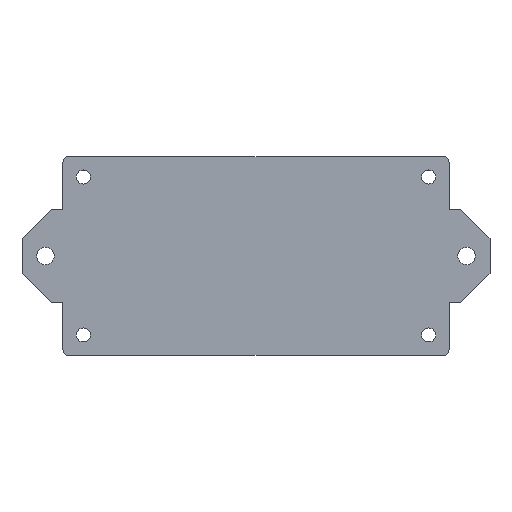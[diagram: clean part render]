
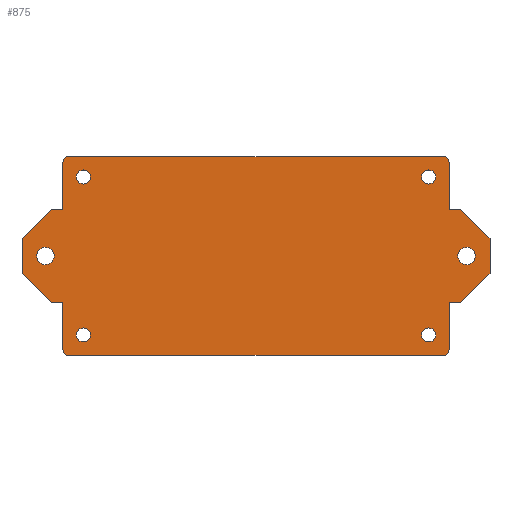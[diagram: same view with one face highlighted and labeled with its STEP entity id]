
A CAD part, top view. The second image highlights one B-rep face of the part: STEP entity #875.
In plain terms, the highlighted planar face has unit normal (0, 0, 1).
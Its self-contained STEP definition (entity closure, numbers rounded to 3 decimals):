
#251 = VERTEX_POINT('',#252);
#252 = CARTESIAN_POINT('',(-33.,16.,2.));
#258 = EDGE_CURVE('',#251,#259,#261,.T.);
#259 = VERTEX_POINT('',#260);
#260 = CARTESIAN_POINT('',(-33.,8.,2.));
#261 = LINE('',#262,#263);
#262 = CARTESIAN_POINT('',(-33.,17.,2.));
#263 = VECTOR('',#264,1.);
#264 = DIRECTION('',(0.,-1.,0.));
#282 = VERTEX_POINT('',#283);
#283 = CARTESIAN_POINT('',(-32.,17.,2.));
#289 = EDGE_CURVE('',#251,#282,#290,.T.);
#290 = CIRCLE('',#291,1.);
#291 = AXIS2_PLACEMENT_3D('',#292,#293,#294);
#292 = CARTESIAN_POINT('',(-32.,16.,2.));
#293 = DIRECTION('',(-0.,-0.,-1.));
#294 = DIRECTION('',(0.,-1.,0.));
#307 = EDGE_CURVE('',#259,#308,#310,.T.);
#308 = VERTEX_POINT('',#309);
#309 = CARTESIAN_POINT('',(-35.,8.,2.));
#310 = LINE('',#311,#312);
#311 = CARTESIAN_POINT('',(-33.,8.,2.));
#312 = VECTOR('',#313,1.);
#313 = DIRECTION('',(-1.,0.,0.));
#331 = EDGE_CURVE('',#282,#332,#334,.T.);
#332 = VERTEX_POINT('',#333);
#333 = CARTESIAN_POINT('',(32.,17.,2.));
#334 = LINE('',#335,#336);
#335 = CARTESIAN_POINT('',(-33.,17.,2.));
#336 = VECTOR('',#337,1.);
#337 = DIRECTION('',(1.,0.,0.));
#355 = EDGE_CURVE('',#308,#356,#358,.T.);
#356 = VERTEX_POINT('',#357);
#357 = CARTESIAN_POINT('',(-40.,3.,2.));
#358 = LINE('',#359,#360);
#359 = CARTESIAN_POINT('',(-29.5,13.5,2.));
#360 = VECTOR('',#361,1.);
#361 = DIRECTION('',(-0.707,-0.707,0.));
#379 = VERTEX_POINT('',#380);
#380 = CARTESIAN_POINT('',(33.,16.,2.));
#386 = EDGE_CURVE('',#332,#379,#387,.T.);
#387 = CIRCLE('',#388,1.);
#388 = AXIS2_PLACEMENT_3D('',#389,#390,#391);
#389 = CARTESIAN_POINT('',(32.,16.,2.));
#390 = DIRECTION('',(-0.,-0.,-1.));
#391 = DIRECTION('',(0.,-1.,0.));
#404 = EDGE_CURVE('',#356,#405,#407,.T.);
#405 = VERTEX_POINT('',#406);
#406 = CARTESIAN_POINT('',(-40.,-3.,2.));
#407 = LINE('',#408,#409);
#408 = CARTESIAN_POINT('',(-40.,8.,2.));
#409 = VECTOR('',#410,1.);
#410 = DIRECTION('',(0.,-1.,0.));
#428 = EDGE_CURVE('',#379,#429,#431,.T.);
#429 = VERTEX_POINT('',#430);
#430 = CARTESIAN_POINT('',(33.,8.,2.));
#431 = LINE('',#432,#433);
#432 = CARTESIAN_POINT('',(33.,17.,2.));
#433 = VECTOR('',#434,1.);
#434 = DIRECTION('',(0.,-1.,0.));
#452 = EDGE_CURVE('',#405,#453,#455,.T.);
#453 = VERTEX_POINT('',#454);
#454 = CARTESIAN_POINT('',(-35.,-8.,2.));
#455 = LINE('',#456,#457);
#456 = CARTESIAN_POINT('',(-29.5,-13.5,2.));
#457 = VECTOR('',#458,1.);
#458 = DIRECTION('',(0.707,-0.707,0.));
#476 = EDGE_CURVE('',#429,#477,#479,.T.);
#477 = VERTEX_POINT('',#478);
#478 = CARTESIAN_POINT('',(35.,8.,2.));
#479 = LINE('',#480,#481);
#480 = CARTESIAN_POINT('',(33.,8.,2.));
#481 = VECTOR('',#482,1.);
#482 = DIRECTION('',(1.,0.,0.));
#500 = EDGE_CURVE('',#453,#501,#503,.T.);
#501 = VERTEX_POINT('',#502);
#502 = CARTESIAN_POINT('',(-33.,-8.,2.));
#503 = LINE('',#504,#505);
#504 = CARTESIAN_POINT('',(-40.,-8.,2.));
#505 = VECTOR('',#506,1.);
#506 = DIRECTION('',(1.,0.,0.));
#524 = EDGE_CURVE('',#477,#525,#527,.T.);
#525 = VERTEX_POINT('',#526);
#526 = CARTESIAN_POINT('',(40.,3.,2.));
#527 = LINE('',#528,#529);
#528 = CARTESIAN_POINT('',(29.5,13.5,2.));
#529 = VECTOR('',#530,1.);
#530 = DIRECTION('',(0.707,-0.707,0.));
#548 = EDGE_CURVE('',#501,#549,#551,.T.);
#549 = VERTEX_POINT('',#550);
#550 = CARTESIAN_POINT('',(-33.,-16.,2.));
#551 = LINE('',#552,#553);
#552 = CARTESIAN_POINT('',(-33.,-8.,2.));
#553 = VECTOR('',#554,1.);
#554 = DIRECTION('',(0.,-1.,0.));
#572 = EDGE_CURVE('',#525,#573,#575,.T.);
#573 = VERTEX_POINT('',#574);
#574 = CARTESIAN_POINT('',(40.,-3.,2.));
#575 = LINE('',#576,#577);
#576 = CARTESIAN_POINT('',(40.,8.,2.));
#577 = VECTOR('',#578,1.);
#578 = DIRECTION('',(0.,-1.,0.));
#596 = VERTEX_POINT('',#597);
#597 = CARTESIAN_POINT('',(-32.,-17.,2.));
#603 = EDGE_CURVE('',#549,#596,#604,.T.);
#604 = CIRCLE('',#605,1.);
#605 = AXIS2_PLACEMENT_3D('',#606,#607,#608);
#606 = CARTESIAN_POINT('',(-32.,-16.,2.));
#607 = DIRECTION('',(-0.,0.,1.));
#608 = DIRECTION('',(0.,-1.,0.));
#621 = EDGE_CURVE('',#573,#622,#624,.T.);
#622 = VERTEX_POINT('',#623);
#623 = CARTESIAN_POINT('',(35.,-8.,2.));
#624 = LINE('',#625,#626);
#625 = CARTESIAN_POINT('',(29.5,-13.5,2.));
#626 = VECTOR('',#627,1.);
#627 = DIRECTION('',(-0.707,-0.707,0.));
#645 = VERTEX_POINT('',#646);
#646 = CARTESIAN_POINT('',(32.,-17.,2.));
#652 = EDGE_CURVE('',#645,#596,#653,.T.);
#653 = LINE('',#654,#655);
#654 = CARTESIAN_POINT('',(33.,-17.,2.));
#655 = VECTOR('',#656,1.);
#656 = DIRECTION('',(-1.,0.,0.));
#669 = EDGE_CURVE('',#622,#670,#672,.T.);
#670 = VERTEX_POINT('',#671);
#671 = CARTESIAN_POINT('',(33.,-8.,2.));
#672 = LINE('',#673,#674);
#673 = CARTESIAN_POINT('',(40.,-8.,2.));
#674 = VECTOR('',#675,1.);
#675 = DIRECTION('',(-1.,0.,0.));
#693 = VERTEX_POINT('',#694);
#694 = CARTESIAN_POINT('',(33.,-16.,2.));
#700 = EDGE_CURVE('',#645,#693,#701,.T.);
#701 = CIRCLE('',#702,1.);
#702 = AXIS2_PLACEMENT_3D('',#703,#704,#705);
#703 = CARTESIAN_POINT('',(32.,-16.,2.));
#704 = DIRECTION('',(-0.,0.,1.));
#705 = DIRECTION('',(0.,-1.,0.));
#718 = EDGE_CURVE('',#670,#693,#719,.T.);
#719 = LINE('',#720,#721);
#720 = CARTESIAN_POINT('',(33.,-8.,2.));
#721 = VECTOR('',#722,1.);
#722 = DIRECTION('',(0.,-1.,0.));
#735 = VERTEX_POINT('',#736);
#736 = CARTESIAN_POINT('',(-34.5,0.,2.));
#742 = EDGE_CURVE('',#735,#735,#743,.T.);
#743 = CIRCLE('',#744,1.5);
#744 = AXIS2_PLACEMENT_3D('',#745,#746,#747);
#745 = CARTESIAN_POINT('',(-36.,0.,2.));
#746 = DIRECTION('',(0.,0.,-1.));
#747 = DIRECTION('',(1.,0.,0.));
#856 = VERTEX_POINT('',#857);
#857 = CARTESIAN_POINT('',(37.5,0.,2.));
#863 = EDGE_CURVE('',#856,#856,#864,.T.);
#864 = CIRCLE('',#865,1.5);
#865 = AXIS2_PLACEMENT_3D('',#866,#867,#868);
#866 = CARTESIAN_POINT('',(36.,0.,2.));
#867 = DIRECTION('',(0.,0.,-1.));
#868 = DIRECTION('',(1.,0.,0.));
#875 = ADVANCED_FACE('',(#876,#898,#909,#920,#923,#934,#937),#948,.T.);
#876 = FACE_BOUND('',#877,.T.);
#877 = EDGE_LOOP('',(#878,#879,#880,#881,#882,#883,#884,#885,#886,#887,
    #888,#889,#890,#891,#892,#893,#894,#895,#896,#897));
#878 = ORIENTED_EDGE('',*,*,#258,.T.);
#879 = ORIENTED_EDGE('',*,*,#307,.T.);
#880 = ORIENTED_EDGE('',*,*,#355,.T.);
#881 = ORIENTED_EDGE('',*,*,#404,.T.);
#882 = ORIENTED_EDGE('',*,*,#452,.T.);
#883 = ORIENTED_EDGE('',*,*,#500,.T.);
#884 = ORIENTED_EDGE('',*,*,#548,.T.);
#885 = ORIENTED_EDGE('',*,*,#603,.T.);
#886 = ORIENTED_EDGE('',*,*,#652,.F.);
#887 = ORIENTED_EDGE('',*,*,#700,.T.);
#888 = ORIENTED_EDGE('',*,*,#718,.F.);
#889 = ORIENTED_EDGE('',*,*,#669,.F.);
#890 = ORIENTED_EDGE('',*,*,#621,.F.);
#891 = ORIENTED_EDGE('',*,*,#572,.F.);
#892 = ORIENTED_EDGE('',*,*,#524,.F.);
#893 = ORIENTED_EDGE('',*,*,#476,.F.);
#894 = ORIENTED_EDGE('',*,*,#428,.F.);
#895 = ORIENTED_EDGE('',*,*,#386,.F.);
#896 = ORIENTED_EDGE('',*,*,#331,.F.);
#897 = ORIENTED_EDGE('',*,*,#289,.F.);
#898 = FACE_BOUND('',#899,.T.);
#899 = EDGE_LOOP('',(#900));
#900 = ORIENTED_EDGE('',*,*,#901,.F.);
#901 = EDGE_CURVE('',#902,#902,#904,.T.);
#902 = VERTEX_POINT('',#903);
#903 = CARTESIAN_POINT('',(-28.3,-13.5,2.));
#904 = CIRCLE('',#905,1.2);
#905 = AXIS2_PLACEMENT_3D('',#906,#907,#908);
#906 = CARTESIAN_POINT('',(-29.5,-13.5,2.));
#907 = DIRECTION('',(0.,0.,1.));
#908 = DIRECTION('',(1.,0.,0.));
#909 = FACE_BOUND('',#910,.T.);
#910 = EDGE_LOOP('',(#911));
#911 = ORIENTED_EDGE('',*,*,#912,.F.);
#912 = EDGE_CURVE('',#913,#913,#915,.T.);
#913 = VERTEX_POINT('',#914);
#914 = CARTESIAN_POINT('',(30.7,-13.5,2.));
#915 = CIRCLE('',#916,1.2);
#916 = AXIS2_PLACEMENT_3D('',#917,#918,#919);
#917 = CARTESIAN_POINT('',(29.5,-13.5,2.));
#918 = DIRECTION('',(0.,0.,1.));
#919 = DIRECTION('',(1.,0.,0.));
#920 = FACE_BOUND('',#921,.T.);
#921 = EDGE_LOOP('',(#922));
#922 = ORIENTED_EDGE('',*,*,#742,.T.);
#923 = FACE_BOUND('',#924,.T.);
#924 = EDGE_LOOP('',(#925));
#925 = ORIENTED_EDGE('',*,*,#926,.F.);
#926 = EDGE_CURVE('',#927,#927,#929,.T.);
#927 = VERTEX_POINT('',#928);
#928 = CARTESIAN_POINT('',(-28.3,13.5,2.));
#929 = CIRCLE('',#930,1.2);
#930 = AXIS2_PLACEMENT_3D('',#931,#932,#933);
#931 = CARTESIAN_POINT('',(-29.5,13.5,2.));
#932 = DIRECTION('',(0.,0.,1.));
#933 = DIRECTION('',(1.,0.,0.));
#934 = FACE_BOUND('',#935,.T.);
#935 = EDGE_LOOP('',(#936));
#936 = ORIENTED_EDGE('',*,*,#863,.T.);
#937 = FACE_BOUND('',#938,.T.);
#938 = EDGE_LOOP('',(#939));
#939 = ORIENTED_EDGE('',*,*,#940,.F.);
#940 = EDGE_CURVE('',#941,#941,#943,.T.);
#941 = VERTEX_POINT('',#942);
#942 = CARTESIAN_POINT('',(30.7,13.5,2.));
#943 = CIRCLE('',#944,1.2);
#944 = AXIS2_PLACEMENT_3D('',#945,#946,#947);
#945 = CARTESIAN_POINT('',(29.5,13.5,2.));
#946 = DIRECTION('',(0.,0.,1.));
#947 = DIRECTION('',(1.,0.,0.));
#948 = PLANE('',#949);
#949 = AXIS2_PLACEMENT_3D('',#950,#951,#952);
#950 = CARTESIAN_POINT('',(0.,0.,2.));
#951 = DIRECTION('',(0.,0.,1.));
#952 = DIRECTION('',(1.,0.,0.));
